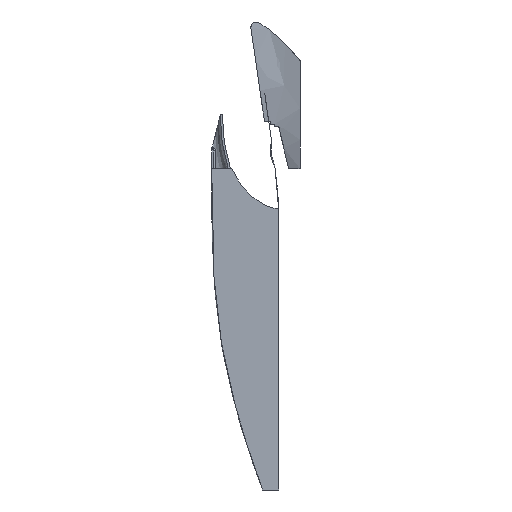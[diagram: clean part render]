
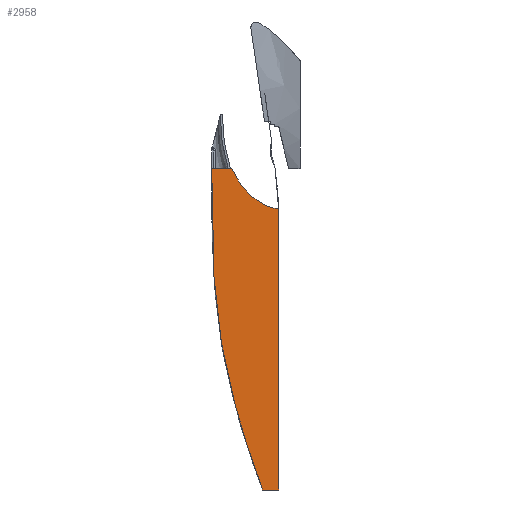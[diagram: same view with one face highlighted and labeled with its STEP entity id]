
A CAD part, left-side view. The second image highlights one B-rep face of the part: STEP entity #2958.
In plain terms, the highlighted free-form (B-spline) face has degree [1, 1] with [2, 2] control points.
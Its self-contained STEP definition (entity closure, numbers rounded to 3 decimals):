
#2905 = VERTEX_POINT('',#2906);
#2906 = CARTESIAN_POINT('',(0.,-76.568,-510.451));
#2911 = EDGE_CURVE('',#2905,#2912,#2914,.T.);
#2912 = VERTEX_POINT('',#2913);
#2913 = CARTESIAN_POINT('',(0.,-51.045,
    -510.451));
#2914 = B_SPLINE_CURVE_WITH_KNOTS('',1,(#2915,#2916),.UNSPECIFIED.,.F.,
  .F.,(2,2),(-19.912,10.088),.PIECEWISE_BEZIER_KNOTS.);
#2915 = CARTESIAN_POINT('',(0.,-76.568,
    -510.451));
#2916 = CARTESIAN_POINT('',(0.,-51.045,
    -510.451));
#2958 = ADVANCED_FACE('',(#2959),#3045,.F.);
#2959 = FACE_BOUND('',#2960,.T.);
#2960 = EDGE_LOOP('',(#2961,#2962,#2969,#3031,#3038));
#2961 = ORIENTED_EDGE('',*,*,#2911,.F.);
#2962 = ORIENTED_EDGE('',*,*,#2963,.T.);
#2963 = EDGE_CURVE('',#2905,#2964,#2966,.T.);
#2964 = VERTEX_POINT('',#2965);
#2965 = CARTESIAN_POINT('',(0.,-76.568,
    -63.79));
#2966 = B_SPLINE_CURVE_WITH_KNOTS('',1,(#2967,#2968),.UNSPECIFIED.,.F.,
  .F.,(2,2),(-525.008,0.011),
  .PIECEWISE_BEZIER_KNOTS.);
#2967 = CARTESIAN_POINT('',(0.,-76.568,-510.451));
#2968 = CARTESIAN_POINT('',(0.,-76.568,
    -63.79));
#2969 = ORIENTED_EDGE('',*,*,#2970,.T.);
#2970 = EDGE_CURVE('',#2964,#2971,#2973,.T.);
#2971 = VERTEX_POINT('',#2972);
#2972 = CARTESIAN_POINT('',(0.,-2.464,
    0.));
#2973 = B_SPLINE_CURVE_WITH_KNOTS('',3,(#2974,#2975,#2976,#2977,#2978,
    #2979,#2980,#2981,#2982,#2983,#2984,#2985,#2986,#2987,#2988,#2989,
    #2990,#2991,#2992,#2993,#2994,#2995,#2996,#2997,#2998,#2999,#3000,
    #3001,#3002,#3003,#3004,#3005,#3006,#3007,#3008,#3009,#3010,#3011,
    #3012,#3013,#3014,#3015,#3016,#3017,#3018,#3019,#3020,#3021,#3022,
    #3023,#3024,#3025,#3026,#3027,#3028,#3029,#3030),.UNSPECIFIED.,.F.,
  .F.,(4,1,1,1,1,1,1,1,1,2,2,1,1,1,1,1,1,1,2,2,1,1,1,1,2,2,1,1,1,1,1,1,2
    ,2,1,1,1,1,1,1,1,1,2,2,4),(0.,0.063,0.094,
    0.109,0.117,0.121,0.123,0.124,0.125
    ,0.125,0.125,0.188,0.219,0.234,0.242,0.246,
    0.248,0.249,0.25,0.25,0.313,0.344,0.359,
    0.367,0.371,0.375,0.438,0.469,0.484,0.492,
    0.496,0.498,0.499,0.5,0.625,0.688,0.719,
    0.734,0.742,0.746,0.748,0.749,0.75
    ,0.75,1.),.UNSPECIFIED.);
#2974 = CARTESIAN_POINT('',(0.,-76.568,
    -63.79));
#2975 = CARTESIAN_POINT('',(0.,-74.554,-63.744));
#2976 = CARTESIAN_POINT('',(0.,-71.468,-63.428));
#2977 = CARTESIAN_POINT('',(0.,-67.755,-62.628));
#2978 = CARTESIAN_POINT('',(0.,-65.871,-62.119));
#2979 = CARTESIAN_POINT('',(0.,-64.921,-61.838));
#2980 = CARTESIAN_POINT('',(0.,-64.445,-61.691));
#2981 = CARTESIAN_POINT('',(0.,-64.206,-61.615));
#2982 = CARTESIAN_POINT('',(0.,-64.087,-61.577));
#2983 = CARTESIAN_POINT('',(0.,-64.027,-61.558));
#2984 = CARTESIAN_POINT('',(0.,-64.001,-61.55));
#2985 = CARTESIAN_POINT('',(0.,-63.984,-61.544));
#2986 = CARTESIAN_POINT('',(0.,-63.974,-61.541));
#2987 = CARTESIAN_POINT('',(0.,-62.128,-60.946));
#2988 = CARTESIAN_POINT('',(0.,-59.281,-59.867));
#2989 = CARTESIAN_POINT('',(0.,-55.804,-58.275));
#2990 = CARTESIAN_POINT('',(0.,-54.026,-57.395));
#2991 = CARTESIAN_POINT('',(0.,-53.128,-56.935));
#2992 = CARTESIAN_POINT('',(0.,-52.676,-56.699));
#2993 = CARTESIAN_POINT('',(0.,-52.45,-56.58));
#2994 = CARTESIAN_POINT('',(0.,-52.336,-56.52));
#2995 = CARTESIAN_POINT('',(0.,-52.288,-56.495));
#2996 = CARTESIAN_POINT('',(0.,-52.255,-56.477));
#2997 = CARTESIAN_POINT('',(0.,-52.238,-56.468));
#2998 = CARTESIAN_POINT('',(0.,-50.287,-55.435));
#2999 = CARTESIAN_POINT('',(0.,-47.477,-53.828));
#3000 = CARTESIAN_POINT('',(0.,-44.363,-51.835));
#3001 = CARTESIAN_POINT('',(0.,-42.847,-50.809));
#3002 = CARTESIAN_POINT('',(0.,-42.099,-50.288));
#3003 = CARTESIAN_POINT('',(0.,-41.781,-50.063));
#3004 = CARTESIAN_POINT('',(0.,-41.569,-49.913));
#3005 = CARTESIAN_POINT('',(0.,-41.465,-49.839));
#3006 = CARTESIAN_POINT('',(0.,-39.657,-48.545));
#3007 = CARTESIAN_POINT('',(0.,-37.144,-46.618));
#3008 = CARTESIAN_POINT('',(0.,-34.279,-44.196));
#3009 = CARTESIAN_POINT('',(0.,-32.864,-42.941));
#3010 = CARTESIAN_POINT('',(0.,-32.161,-42.303));
#3011 = CARTESIAN_POINT('',(0.,-31.81,-41.981));
#3012 = CARTESIAN_POINT('',(0.,-31.635,-41.819));
#3013 = CARTESIAN_POINT('',(0.,-31.56,-41.75));
#3014 = CARTESIAN_POINT('',(0.,-31.51,-41.703));
#3015 = CARTESIAN_POINT('',(0.,-31.484,-41.679));
#3016 = CARTESIAN_POINT('',(0.,-28.406,-38.821));
#3017 = CARTESIAN_POINT('',(0.,-24.046,-34.284));
#3018 = CARTESIAN_POINT('',(0.,-19.347,-28.495));
#3019 = CARTESIAN_POINT('',(0.,-17.095,-25.477));
#3020 = CARTESIAN_POINT('',(0.,-15.993,-23.937));
#3021 = CARTESIAN_POINT('',(0.,-15.448,-23.159));
#3022 = CARTESIAN_POINT('',(0.,-15.177,-22.768));
#3023 = CARTESIAN_POINT('',(0.,-15.042,-22.573));
#3024 = CARTESIAN_POINT('',(0.,-14.974,-22.474));
#3025 = CARTESIAN_POINT('',(0.,-14.945,-22.432));
#3026 = CARTESIAN_POINT('',(0.,-14.926,-22.404));
#3027 = CARTESIAN_POINT('',(0.,-14.915,-22.389));
#3028 = CARTESIAN_POINT('',(0.,-10.411,-15.824));
#3029 = CARTESIAN_POINT('',(0.,-6.264,-8.365));
#3030 = CARTESIAN_POINT('',(0.,-2.464,
    0.));
#3031 = ORIENTED_EDGE('',*,*,#3032,.F.);
#3032 = EDGE_CURVE('',#3033,#2971,#3035,.T.);
#3033 = VERTEX_POINT('',#3034);
#3034 = CARTESIAN_POINT('',(0.,29.776,
    0.));
#3035 = B_SPLINE_CURVE_WITH_KNOTS('',1,(#3036,#3037),.UNSPECIFIED.,.F.,
  .F.,(2,2),(-17.594,20.303),.PIECEWISE_BEZIER_KNOTS.);
#3036 = CARTESIAN_POINT('',(0.,29.776,
    0.));
#3037 = CARTESIAN_POINT('',(0.,-2.464,
    0.));
#3038 = ORIENTED_EDGE('',*,*,#3039,.T.);
#3039 = EDGE_CURVE('',#3033,#2912,#3040,.T.);
#3040 = B_SPLINE_CURVE_WITH_KNOTS('',3,(#3041,#3042,#3043,#3044),
  .UNSPECIFIED.,.F.,.F.,(4,4),(0.,1.),.PIECEWISE_BEZIER_KNOTS.);
#3041 = CARTESIAN_POINT('',(0.,29.776,
    0.));
#3042 = CARTESIAN_POINT('',(0.,29.776,-198.509));
#3043 = CARTESIAN_POINT('',(0.,26.548,-297.266));
#3044 = CARTESIAN_POINT('',(0.,-51.045,
    -510.451));
#3045 = B_SPLINE_SURFACE_WITH_KNOTS('',1,1,(
    (#3046,#3047)
    ,(#3048,#3049
    )),.UNSPECIFIED.,.F.,.F.,.F.,(2,2),(2,2),(-110.81,
    489.19),(-41.912,83.088),
  .PIECEWISE_BEZIER_KNOTS.);
#3046 = CARTESIAN_POINT('',(0.,-76.568,0.));
#3047 = CARTESIAN_POINT('',(0.,29.776,0.));
#3048 = CARTESIAN_POINT('',(0.,-76.568,-510.451));
#3049 = CARTESIAN_POINT('',(0.,29.776,-510.451));
